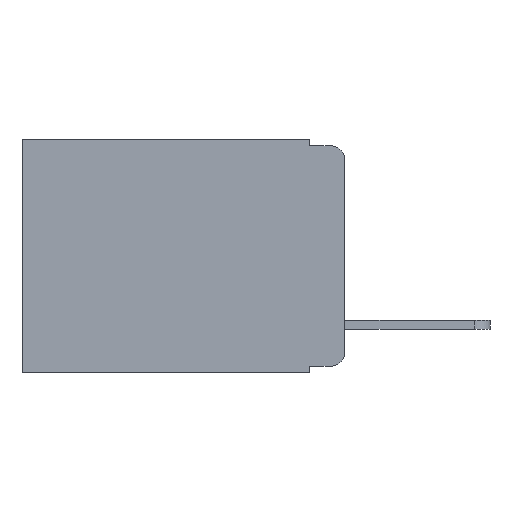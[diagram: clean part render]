
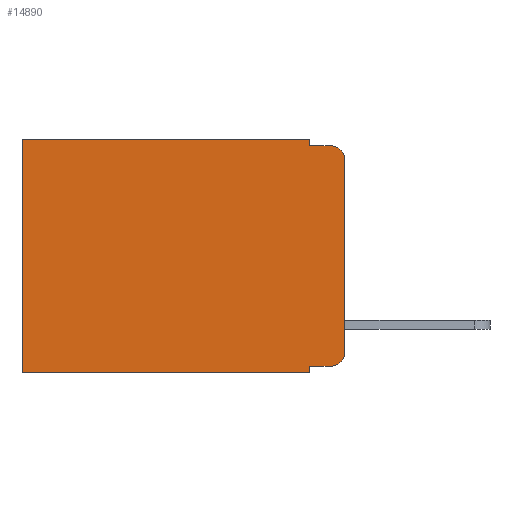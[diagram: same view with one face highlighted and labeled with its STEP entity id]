
A CAD part, left-side view. The second image highlights one B-rep face of the part: STEP entity #14890.
In plain terms, the highlighted planar face has unit normal (-1, 0, 0).
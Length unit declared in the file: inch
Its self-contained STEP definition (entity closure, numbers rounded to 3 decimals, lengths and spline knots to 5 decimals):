
#774 = EDGE_CURVE ( 'NONE', #2291, #15384, #9538, .T. ) ;
#896 = CARTESIAN_POINT ( 'NONE',  ( 0.298, 0., -0.03 ) ) ;
#1893 = EDGE_CURVE ( 'NONE', #13692, #15384, #13219, .T. ) ;
#2004 = DIRECTION ( 'NONE',  ( -1., 0., 0. ) ) ;
#2061 = CARTESIAN_POINT ( 'NONE',  ( 0.298, 0.051, 0. ) ) ;
#2137 = DIRECTION ( 'NONE',  ( -1., 0., 0. ) ) ;
#2291 = VERTEX_POINT ( 'NONE', #8276 ) ;
#2405 = DIRECTION ( 'NONE',  ( 0., -1., 0. ) ) ;
#2486 = ORIENTED_EDGE ( 'NONE', *, *, #5746, .F. ) ;
#2587 = EDGE_CURVE ( 'NONE', #6450, #19153, #16871, .T. ) ;
#2619 = VERTEX_POINT ( 'NONE', #896 ) ;
#2629 = PLANE ( 'NONE',  #9877 ) ;
#2698 = DIRECTION ( 'NONE',  ( 0., 0., -1. ) ) ;
#2749 = DIRECTION ( 'NONE',  ( 0., 1., 0. ) ) ;
#2909 = LINE ( 'NONE', #2061, #20007 ) ;
#3125 = ORIENTED_EDGE ( 'NONE', *, *, #5342, .T. ) ;
#3551 = ORIENTED_EDGE ( 'NONE', *, *, #16825, .F. ) ;
#4001 = CARTESIAN_POINT ( 'NONE',  ( 0.298, 0., -0.313 ) ) ;
#4164 = EDGE_CURVE ( 'NONE', #2619, #18978, #8101, .T. ) ;
#4243 = CARTESIAN_POINT ( 'NONE',  ( 0.298, 0., 0. ) ) ;
#5099 = ORIENTED_EDGE ( 'NONE', *, *, #6597, .T. ) ;
#5190 = CARTESIAN_POINT ( 'NONE',  ( 0.298, 0.473, 0. ) ) ;
#5315 = CARTESIAN_POINT ( 'NONE',  ( 0.298, 0.051, -0.333 ) ) ;
#5316 = ORIENTED_EDGE ( 'NONE', *, *, #774, .F. ) ;
#5342 = EDGE_CURVE ( 'NONE', #16346, #13692, #14670, .T. ) ;
#5389 = DIRECTION ( 'NONE',  ( 0., 0., -1. ) ) ;
#5567 = CARTESIAN_POINT ( 'NONE',  ( 0.298, 0.051, 0. ) ) ;
#5746 = EDGE_CURVE ( 'NONE', #16346, #14006, #15682, .T. ) ;
#6001 = ORIENTED_EDGE ( 'NONE', *, *, #2587, .T. ) ;
#6014 = DIRECTION ( 'NONE',  ( 1., 0., 0. ) ) ;
#6450 = VERTEX_POINT ( 'NONE', #18567 ) ;
#6597 = EDGE_CURVE ( 'NONE', #19153, #11769, #17509, .T. ) ;
#6800 = ORIENTED_EDGE ( 'NONE', *, *, #4164, .T. ) ;
#6827 = CARTESIAN_POINT ( 'NONE',  ( 0.298, 0.473, 0. ) ) ;
#6935 = EDGE_LOOP ( 'NONE', ( #13838, #6800, #18439, #2486, #3125, #21481, #5316, #3551, #6001, #5099 ) ) ;
#7218 = CARTESIAN_POINT ( 'NONE',  ( 0.298, 0.02, -0.333 ) ) ;
#7329 = EDGE_CURVE ( 'NONE', #14006, #18978, #21497, .T. ) ;
#7362 = VECTOR ( 'NONE', #8199, 39.37008 ) ;
#8101 = CIRCLE ( 'NONE', #12685, 0.02 ) ;
#8199 = DIRECTION ( 'NONE',  ( 0., 0., -1. ) ) ;
#8276 = CARTESIAN_POINT ( 'NONE',  ( 0.298, 0.051, -0.343 ) ) ;
#8934 = CARTESIAN_POINT ( 'NONE',  ( 0.298, 0.051, -0.01 ) ) ;
#9538 = LINE ( 'NONE', #12599, #12463 ) ;
#9877 = AXIS2_PLACEMENT_3D ( 'NONE', #4243, #6014, #2698 ) ;
#11769 = VERTEX_POINT ( 'NONE', #4001 ) ;
#12073 = CARTESIAN_POINT ( 'NONE',  ( 0.298, 0.02, -0.313 ) ) ;
#12463 = VECTOR ( 'NONE', #14300, 39.37008 ) ;
#12477 = FACE_OUTER_BOUND ( 'NONE', #6935, .T. ) ;
#12599 = CARTESIAN_POINT ( 'NONE',  ( 0.298, 0., -0.343 ) ) ;
#12685 = AXIS2_PLACEMENT_3D ( 'NONE', #18718, #2004, #5389 ) ;
#13219 = LINE ( 'NONE', #5190, #13754 ) ;
#13692 = VERTEX_POINT ( 'NONE', #6827 ) ;
#13754 = VECTOR ( 'NONE', #14763, 39.37008 ) ;
#13838 = ORIENTED_EDGE ( 'NONE', *, *, #17140, .F. ) ;
#14006 = VERTEX_POINT ( 'NONE', #14398 ) ;
#14300 = DIRECTION ( 'NONE',  ( 0., 1., 0. ) ) ;
#14398 = CARTESIAN_POINT ( 'NONE',  ( 0.298, 0.051, -0.01 ) ) ;
#14632 = VECTOR ( 'NONE', #19442, 39.37008 ) ;
#14670 = LINE ( 'NONE', #16292, #18089 ) ;
#14763 = DIRECTION ( 'NONE',  ( 0., 0., -1. ) ) ;
#14890 = ADVANCED_FACE ( 'NONE', ( #12477 ), #2629, .F. ) ;
#15384 = VERTEX_POINT ( 'NONE', #16000 ) ;
#15408 = DIRECTION ( 'NONE',  ( 0., -1., 0. ) ) ;
#15460 = DIRECTION ( 'NONE',  ( 0., 0., -1. ) ) ;
#15682 = LINE ( 'NONE', #15927, #14632 ) ;
#15927 = CARTESIAN_POINT ( 'NONE',  ( 0.298, 0.051, 0. ) ) ;
#16000 = CARTESIAN_POINT ( 'NONE',  ( 0.298, 0.473, -0.343 ) ) ;
#16292 = CARTESIAN_POINT ( 'NONE',  ( 0.298, 0., 0. ) ) ;
#16346 = VERTEX_POINT ( 'NONE', #5567 ) ;
#16620 = CARTESIAN_POINT ( 'NONE',  ( 0.298, 0., 0. ) ) ;
#16825 = EDGE_CURVE ( 'NONE', #6450, #2291, #2909, .T. ) ;
#16871 = LINE ( 'NONE', #5315, #18453 ) ;
#17105 = LINE ( 'NONE', #16620, #7362 ) ;
#17140 = EDGE_CURVE ( 'NONE', #2619, #11769, #17105, .T. ) ;
#17229 = DIRECTION ( 'NONE',  ( 0., 0., -1. ) ) ;
#17509 = CIRCLE ( 'NONE', #18779, 0.02 ) ;
#18089 = VECTOR ( 'NONE', #2749, 39.37008 ) ;
#18127 = VECTOR ( 'NONE', #2405, 39.37008 ) ;
#18439 = ORIENTED_EDGE ( 'NONE', *, *, #7329, .F. ) ;
#18453 = VECTOR ( 'NONE', #15408, 39.37008 ) ;
#18567 = CARTESIAN_POINT ( 'NONE',  ( 0.298, 0.051, -0.333 ) ) ;
#18718 = CARTESIAN_POINT ( 'NONE',  ( 0.298, 0.02, -0.03 ) ) ;
#18779 = AXIS2_PLACEMENT_3D ( 'NONE', #12073, #2137, #17229 ) ;
#18863 = CARTESIAN_POINT ( 'NONE',  ( 0.298, 0.02, -0.01 ) ) ;
#18978 = VERTEX_POINT ( 'NONE', #18863 ) ;
#19153 = VERTEX_POINT ( 'NONE', #7218 ) ;
#19442 = DIRECTION ( 'NONE',  ( 0., 0., -1. ) ) ;
#20007 = VECTOR ( 'NONE', #15460, 39.37008 ) ;
#21481 = ORIENTED_EDGE ( 'NONE', *, *, #1893, .T. ) ;
#21497 = LINE ( 'NONE', #8934, #18127 ) ;
